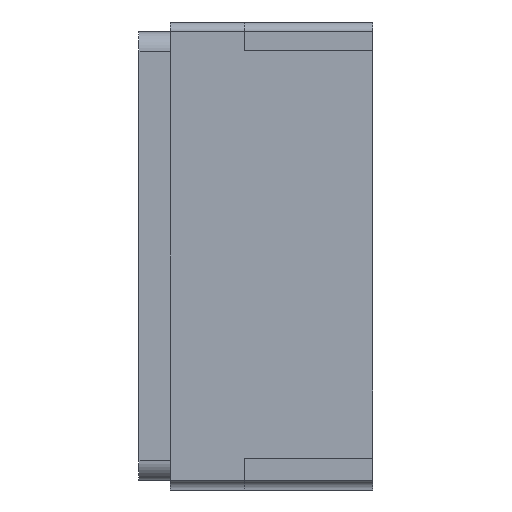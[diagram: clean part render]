
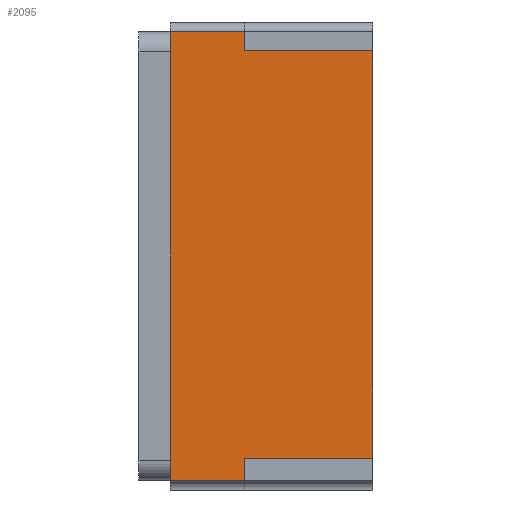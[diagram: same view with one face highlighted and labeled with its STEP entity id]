
A CAD part, left-side view. The second image highlights one B-rep face of the part: STEP entity #2095.
In plain terms, the highlighted planar face has unit normal (-1, 0, 0).
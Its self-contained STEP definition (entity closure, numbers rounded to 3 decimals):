
#37 = LINE ( 'NONE', #1836, #501 ) ;
#45 = CARTESIAN_POINT ( 'NONE',  ( -1., 0.52, 0.6 ) ) ;
#57 = CARTESIAN_POINT ( 'NONE',  ( -1., 0.52, -0.518 ) ) ;
#78 = EDGE_LOOP ( 'NONE', ( #2022, #236, #432, #391, #170, #1114, #1256, #1180 ) ) ;
#89 = EDGE_CURVE ( 'NONE', #2454, #506, #1486, .T. ) ;
#162 = CARTESIAN_POINT ( 'NONE',  ( -1., 0.33, 0.526 ) ) ;
#170 = ORIENTED_EDGE ( 'NONE', *, *, #89, .T. ) ;
#189 = LINE ( 'NONE', #2485, #1152 ) ;
#236 = ORIENTED_EDGE ( 'NONE', *, *, #1100, .F. ) ;
#244 = DIRECTION ( 'NONE',  ( 0., 0., -1. ) ) ;
#291 = CARTESIAN_POINT ( 'NONE',  ( -1., 0.33, 0.6 ) ) ;
#337 = DIRECTION ( 'NONE',  ( 0., -1., 0. ) ) ;
#391 = ORIENTED_EDGE ( 'NONE', *, *, #1338, .T. ) ;
#401 = LINE ( 'NONE', #57, #436 ) ;
#432 = ORIENTED_EDGE ( 'NONE', *, *, #2292, .F. ) ;
#436 = VECTOR ( 'NONE', #1431, 1000. ) ;
#464 = CARTESIAN_POINT ( 'NONE',  ( -1., 0.52, 0.526 ) ) ;
#471 = LINE ( 'NONE', #464, #2536 ) ;
#501 = VECTOR ( 'NONE', #1217, 1000. ) ;
#506 = VERTEX_POINT ( 'NONE', #1230 ) ;
#550 = CARTESIAN_POINT ( 'NONE',  ( -1., 0.33, -0.518 ) ) ;
#600 = EDGE_CURVE ( 'NONE', #2440, #506, #1157, .T. ) ;
#631 = AXIS2_PLACEMENT_3D ( 'NONE', #45, #2243, #244 ) ;
#674 = DIRECTION ( 'NONE',  ( 0., 0., -1. ) ) ;
#726 = CARTESIAN_POINT ( 'NONE',  ( -1., 0.52, 0.575 ) ) ;
#764 = CARTESIAN_POINT ( 'NONE',  ( -1., 0.52, -0.575 ) ) ;
#778 = CARTESIAN_POINT ( 'NONE',  ( -1., 0.52, 0.575 ) ) ;
#1100 = EDGE_CURVE ( 'NONE', #2178, #1858, #37, .T. ) ;
#1108 = CARTESIAN_POINT ( 'NONE',  ( -1., -0.03, -0.575 ) ) ;
#1114 = ORIENTED_EDGE ( 'NONE', *, *, #600, .F. ) ;
#1142 = LINE ( 'NONE', #1251, #2213 ) ;
#1152 = VECTOR ( 'NONE', #2513, 1000. ) ;
#1157 = LINE ( 'NONE', #291, #1220 ) ;
#1180 = ORIENTED_EDGE ( 'NONE', *, *, #2149, .F. ) ;
#1217 = DIRECTION ( 'NONE',  ( 0., 0., -1. ) ) ;
#1220 = VECTOR ( 'NONE', #674, 1000. ) ;
#1230 = CARTESIAN_POINT ( 'NONE',  ( -1., 0.33, -0.575 ) ) ;
#1251 = CARTESIAN_POINT ( 'NONE',  ( -1., 0., 0.6 ) ) ;
#1256 = ORIENTED_EDGE ( 'NONE', *, *, #2580, .F. ) ;
#1311 = DIRECTION ( 'NONE',  ( 0., -1., 0. ) ) ;
#1338 = EDGE_CURVE ( 'NONE', #2487, #2454, #189, .T. ) ;
#1431 = DIRECTION ( 'NONE',  ( 0., 1., 0. ) ) ;
#1450 = CARTESIAN_POINT ( 'NONE',  ( -1., 0., -0.518 ) ) ;
#1486 = LINE ( 'NONE', #1108, #1517 ) ;
#1517 = VECTOR ( 'NONE', #337, 1000. ) ;
#1655 = VERTEX_POINT ( 'NONE', #1450 ) ;
#1836 = CARTESIAN_POINT ( 'NONE',  ( -1., 0.33, 0.6 ) ) ;
#1858 = VERTEX_POINT ( 'NONE', #162 ) ;
#2022 = ORIENTED_EDGE ( 'NONE', *, *, #2200, .F. ) ;
#2076 = DIRECTION ( 'NONE',  ( 0., 0., -1. ) ) ;
#2095 = ADVANCED_FACE ( 'NONE', ( #2438 ), #2215, .F. ) ;
#2149 = EDGE_CURVE ( 'NONE', #2196, #1655, #1142, .T. ) ;
#2178 = VERTEX_POINT ( 'NONE', #2271 ) ;
#2196 = VERTEX_POINT ( 'NONE', #2277 ) ;
#2200 = EDGE_CURVE ( 'NONE', #1858, #2196, #471, .T. ) ;
#2213 = VECTOR ( 'NONE', #2076, 1000. ) ;
#2215 = PLANE ( 'NONE',  #631 ) ;
#2243 = DIRECTION ( 'NONE',  ( 1., 0., 0. ) ) ;
#2259 = DIRECTION ( 'NONE',  ( 0., -1., 0. ) ) ;
#2271 = CARTESIAN_POINT ( 'NONE',  ( -1., 0.33, 0.575 ) ) ;
#2277 = CARTESIAN_POINT ( 'NONE',  ( -1., 0., 0.526 ) ) ;
#2292 = EDGE_CURVE ( 'NONE', #2487, #2178, #2403, .T. ) ;
#2403 = LINE ( 'NONE', #726, #2466 ) ;
#2438 = FACE_OUTER_BOUND ( 'NONE', #78, .T. ) ;
#2440 = VERTEX_POINT ( 'NONE', #550 ) ;
#2454 = VERTEX_POINT ( 'NONE', #764 ) ;
#2466 = VECTOR ( 'NONE', #1311, 1000. ) ;
#2485 = CARTESIAN_POINT ( 'NONE',  ( -1., 0.52, 0. ) ) ;
#2487 = VERTEX_POINT ( 'NONE', #778 ) ;
#2513 = DIRECTION ( 'NONE',  ( 0., 0., -1. ) ) ;
#2536 = VECTOR ( 'NONE', #2259, 1000. ) ;
#2580 = EDGE_CURVE ( 'NONE', #1655, #2440, #401, .T. ) ;
